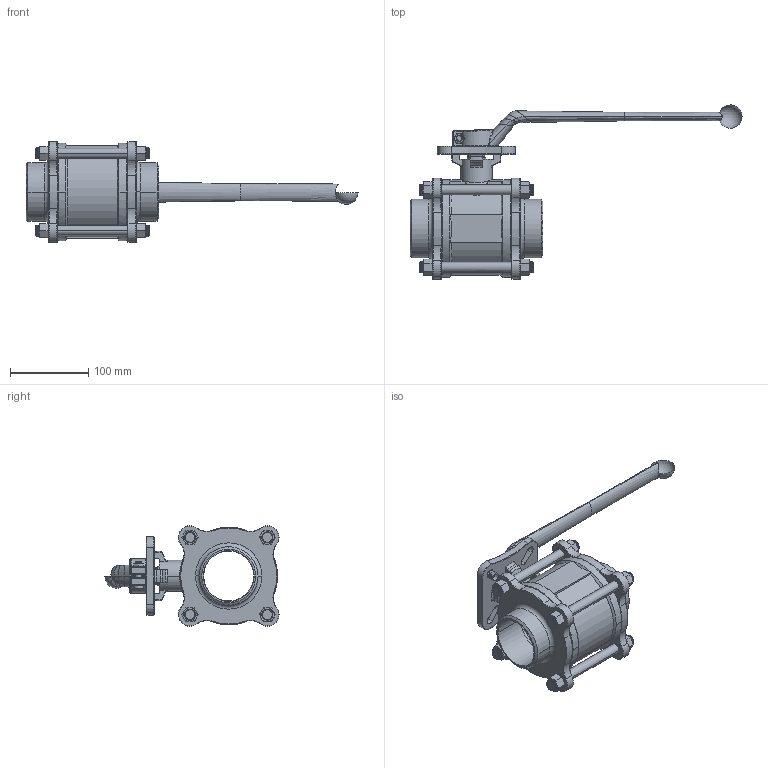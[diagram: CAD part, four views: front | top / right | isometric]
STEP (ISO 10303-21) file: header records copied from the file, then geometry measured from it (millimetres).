
FILE_DESCRIPTION((''),'2;1');
FILE_NAME('2013D-M3-065_ASM','2014-12-26T',('Administrator'),(''),'PRO/ENGINEER BY PARAMETRIC TECHNOLOGY CORPORATION, 2011080','PRO/ENGINEER BY PARAMETRIC TECHNOLOGY CORPORATION, 2011080','');
FILE_SCHEMA(('CONFIG_CONTROL_DESIGN'));
Length unit declared in the file: millimetre
Products named in the file (11): 2013D-M3-065A-BODY; 2013D-M3-BALL-065; 2013D-M3-SETM-065; 2013D-M3-BASHOUPIAN-065; 2013D-M3-HANDLE-065; BASHOULUOGAN; BASHOULUOMU; 2013D-M3-065B-CAP1; 2013D-M3-SHUANGTOUYA-065; 065LUOMU; 2013D-M3-065_ASM
Assembly tree (21 placements, depth 2):
  2013D-M3-065_ASM
    2013D-M3-065A-BODY
    2013D-M3-BALL-065
    2013D-M3-SETM-065
    2013D-M3-BASHOUPIAN-065
    2013D-M3-HANDLE-065
    BASHOULUOGAN
    BASHOULUOMU
    2013D-M3-065B-CAP1  x2
    2013D-M3-SHUANGTOUYA-065  x4
    065LUOMU  x8
Bounding box: 425 x 222.99 x 128.99 mm (x, y, z)
Volume: 1120953.1 mm3; surface area: 316198.2 mm2
Topology: 21 solids, 21 shells, 1670 faces, 4470 edges, 2843 vertices
Faces by surface type: cylinder 716, bspline 423, plane 222, cone 177, torus 118, sphere 14
Entity records: 103623 total; most frequent: CARTESIAN_POINT 79904, ORIENTED_EDGE 5758, DIRECTION 3580, EDGE_CURVE 2879, VERTEX_POINT 1846, B_SPLINE_CURVE_WITH_KNOTS 1421, AXIS2_PLACEMENT_3D 1364, EDGE_LOOP 1103
